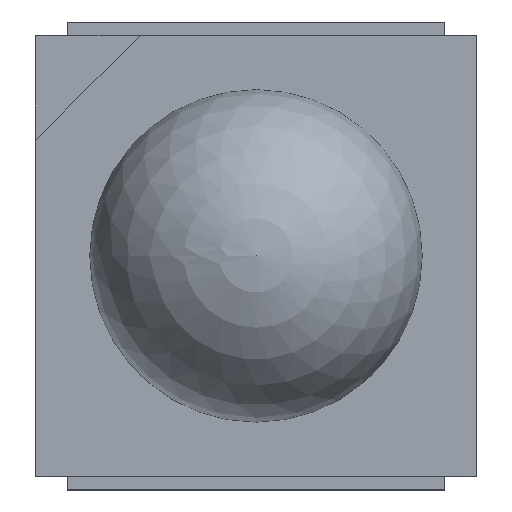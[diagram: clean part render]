
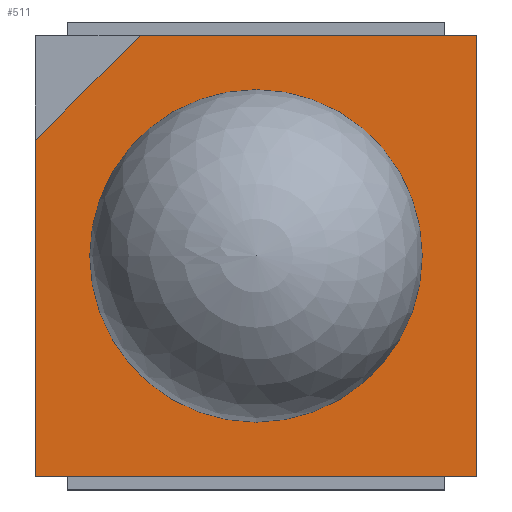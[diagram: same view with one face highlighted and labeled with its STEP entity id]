
A CAD part, top view. The second image highlights one B-rep face of the part: STEP entity #511.
In plain terms, the highlighted planar face has unit normal (0, 0, 1).
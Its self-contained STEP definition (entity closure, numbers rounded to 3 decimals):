
#15=CIRCLE('',#552,1.3);
#18=FACE_BOUND('',#78,.T.);
#50=FACE_OUTER_BOUND('',#77,.T.);
#77=EDGE_LOOP('',(#438,#439,#440,#441,#442));
#78=EDGE_LOOP('',(#443));
#138=LINE('',#797,#204);
#140=LINE('',#801,#206);
#144=LINE('',#809,#210);
#145=LINE('',#811,#211);
#146=LINE('',#812,#212);
#204=VECTOR('',#653,10.);
#206=VECTOR('',#657,10.);
#210=VECTOR('',#665,10.);
#211=VECTOR('',#666,10.);
#212=VECTOR('',#667,10.);
#253=VERTEX_POINT('',#794);
#254=VERTEX_POINT('',#796);
#255=VERTEX_POINT('',#800);
#257=VERTEX_POINT('',#808);
#258=VERTEX_POINT('',#810);
#259=VERTEX_POINT('',#813);
#316=EDGE_CURVE('',#254,#253,#138,.T.);
#318=EDGE_CURVE('',#253,#255,#140,.T.);
#322=EDGE_CURVE('',#255,#257,#144,.T.);
#323=EDGE_CURVE('',#257,#258,#145,.T.);
#324=EDGE_CURVE('',#258,#254,#146,.T.);
#325=EDGE_CURVE('',#259,#259,#15,.T.);
#438=ORIENTED_EDGE('',*,*,#318,.T.);
#439=ORIENTED_EDGE('',*,*,#322,.T.);
#440=ORIENTED_EDGE('',*,*,#323,.T.);
#441=ORIENTED_EDGE('',*,*,#324,.T.);
#442=ORIENTED_EDGE('',*,*,#316,.T.);
#443=ORIENTED_EDGE('',*,*,#325,.T.);
#486=PLANE('',#551);
#511=ADVANCED_FACE('',(#50,#18),#486,.T.);
#551=AXIS2_PLACEMENT_3D('',#807,#663,#664);
#552=AXIS2_PLACEMENT_3D('',#814,#668,#669);
#653=DIRECTION('',(-1.,0.,0.));
#657=DIRECTION('',(-0.707,-0.707,0.));
#663=DIRECTION('center_axis',(0.,0.,1.));
#664=DIRECTION('ref_axis',(1.,0.,0.));
#665=DIRECTION('',(0.,-1.,0.));
#666=DIRECTION('',(1.,0.,0.));
#667=DIRECTION('',(0.,1.,0.));
#668=DIRECTION('center_axis',(0.,0.,-1.));
#669=DIRECTION('ref_axis',(0.,1.,0.));
#794=CARTESIAN_POINT('',(-0.905,1.725,0.5));
#796=CARTESIAN_POINT('',(1.725,1.725,0.5));
#797=CARTESIAN_POINT('',(1.725,1.725,0.5));
#800=CARTESIAN_POINT('',(-1.725,0.905,0.5));
#801=CARTESIAN_POINT('',(-1.11,1.52,0.5));
#807=CARTESIAN_POINT('Origin',(0.,0.,0.5));
#808=CARTESIAN_POINT('',(-1.725,-1.725,0.5));
#809=CARTESIAN_POINT('',(-1.725,1.725,0.5));
#810=CARTESIAN_POINT('',(1.725,-1.725,0.5));
#811=CARTESIAN_POINT('',(-1.725,-1.725,0.5));
#812=CARTESIAN_POINT('',(1.725,-1.725,0.5));
#813=CARTESIAN_POINT('',(-1.3,0.,0.5));
#814=CARTESIAN_POINT('Origin',(0.,0.,0.5));
